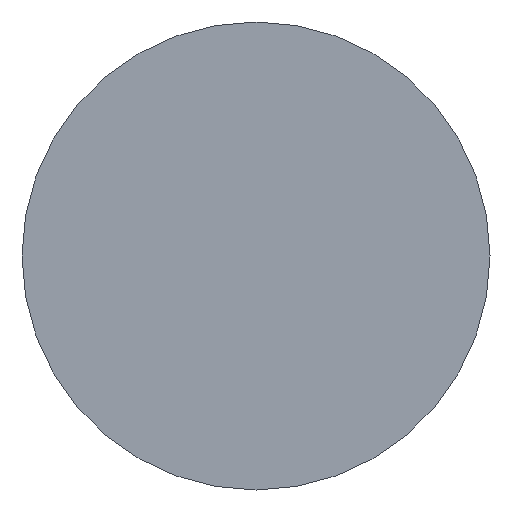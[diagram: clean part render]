
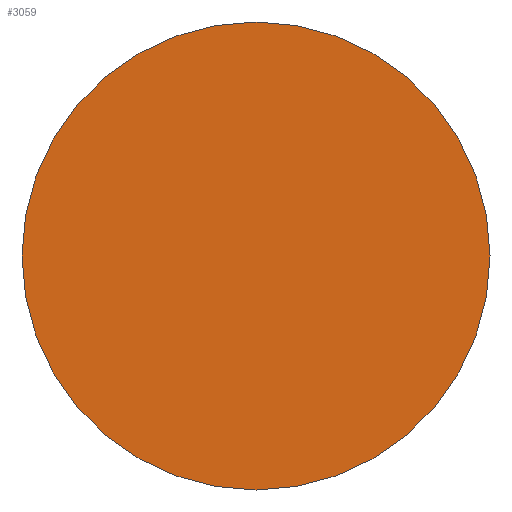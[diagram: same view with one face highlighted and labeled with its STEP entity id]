
A CAD part, left-side view. The second image highlights one B-rep face of the part: STEP entity #3059.
In plain terms, the highlighted planar face has unit normal (-1, 0, 0).
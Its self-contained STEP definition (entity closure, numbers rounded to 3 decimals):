
#2990 = CYLINDRICAL_SURFACE('',#2991,100.);
#2991 = AXIS2_PLACEMENT_3D('',#2992,#2993,#2994);
#2992 = CARTESIAN_POINT('',(0.,0.,0.));
#2993 = DIRECTION('',(1.,0.,0.));
#2994 = DIRECTION('',(0.,1.,0.));
#3010 = VERTEX_POINT('',#3011);
#3011 = CARTESIAN_POINT('',(-400.,100.,0.));
#3032 = EDGE_CURVE('',#3010,#3010,#3033,.T.);
#3033 = SURFACE_CURVE('',#3034,(#3039,#3046),.PCURVE_S1.);
#3034 = CIRCLE('',#3035,100.);
#3035 = AXIS2_PLACEMENT_3D('',#3036,#3037,#3038);
#3036 = CARTESIAN_POINT('',(-400.,0.,0.));
#3037 = DIRECTION('',(1.,0.,0.));
#3038 = DIRECTION('',(0.,1.,0.));
#3039 = PCURVE('',#2990,#3040);
#3040 = DEFINITIONAL_REPRESENTATION('',(#3041),#3045);
#3041 = LINE('',#3042,#3043);
#3042 = CARTESIAN_POINT('',(0.,-400.));
#3043 = VECTOR('',#3044,1.);
#3044 = DIRECTION('',(1.,0.));
#3045 = ( GEOMETRIC_REPRESENTATION_CONTEXT(2) 
PARAMETRIC_REPRESENTATION_CONTEXT() REPRESENTATION_CONTEXT('2D SPACE',''
  ) );
#3046 = PCURVE('',#3047,#3052);
#3047 = PLANE('',#3048);
#3048 = AXIS2_PLACEMENT_3D('',#3049,#3050,#3051);
#3049 = CARTESIAN_POINT('',(-400.,0.,
    0.));
#3050 = DIRECTION('',(1.,0.,0.));
#3051 = DIRECTION('',(-0.,0.,1.));
#3052 = DEFINITIONAL_REPRESENTATION('',(#3053),#3057);
#3053 = CIRCLE('',#3054,100.);
#3054 = AXIS2_PLACEMENT_2D('',#3055,#3056);
#3055 = CARTESIAN_POINT('',(0.,0.));
#3056 = DIRECTION('',(0.,-1.));
#3057 = ( GEOMETRIC_REPRESENTATION_CONTEXT(2) 
PARAMETRIC_REPRESENTATION_CONTEXT() REPRESENTATION_CONTEXT('2D SPACE',''
  ) );
#3059 = ADVANCED_FACE('',(#3060),#3047,.F.);
#3060 = FACE_BOUND('',#3061,.F.);
#3061 = EDGE_LOOP('',(#3062));
#3062 = ORIENTED_EDGE('',*,*,#3032,.T.);
